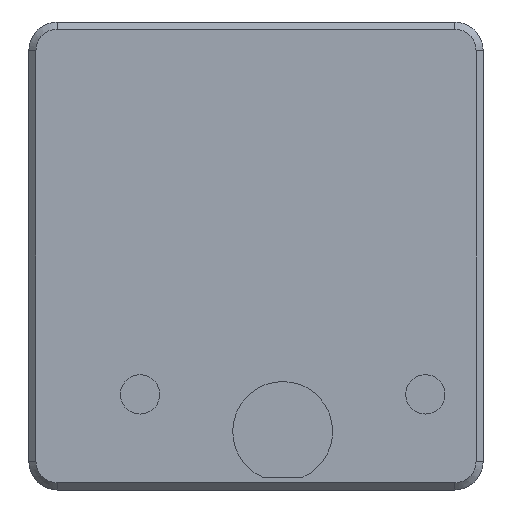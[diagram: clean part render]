
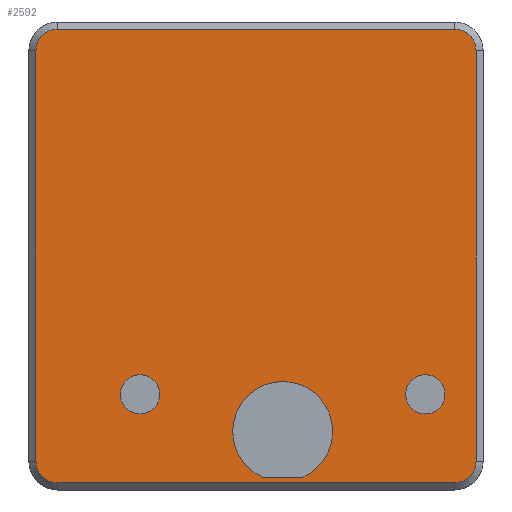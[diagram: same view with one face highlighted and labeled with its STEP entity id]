
A CAD part, left-side view. The second image highlights one B-rep face of the part: STEP entity #2592.
In plain terms, the highlighted planar face has unit normal (-1, 0, 0).
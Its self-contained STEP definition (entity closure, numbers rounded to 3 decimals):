
#102=FACE_BOUND('',#346,.T.);
#103=FACE_BOUND('',#347,.T.);
#104=FACE_BOUND('',#348,.T.);
#187=FACE_OUTER_BOUND('',#345,.T.);
#345=EDGE_LOOP('',(#2036,#2037,#2038,#2039,#2040,#2041,#2042,#2043));
#346=EDGE_LOOP('',(#2044,#2045));
#347=EDGE_LOOP('',(#2046));
#348=EDGE_LOOP('',(#2047));
#482=CIRCLE('',#2763,3.);
#485=CIRCLE('',#2768,3.);
#487=CIRCLE('',#2772,3.);
#488=CIRCLE('',#2775,3.);
#490=CIRCLE('',#2778,2.75);
#491=CIRCLE('',#2780,2.75);
#500=CIRCLE('',#2824,7.);
#600=LINE('',#3888,#840);
#635=LINE('',#4025,#875);
#639=LINE('',#4037,#879);
#645=LINE('',#4052,#885);
#647=LINE('',#4061,#887);
#840=VECTOR('',#3056,10.);
#875=VECTOR('',#3197,10.);
#879=VECTOR('',#3209,10.);
#885=VECTOR('',#3223,10.);
#887=VECTOR('',#3233,10.);
#1094=VERTEX_POINT('',#3885);
#1095=VERTEX_POINT('',#3887);
#1143=VERTEX_POINT('',#4022);
#1144=VERTEX_POINT('',#4024);
#1146=VERTEX_POINT('',#4030);
#1148=VERTEX_POINT('',#4036);
#1151=VERTEX_POINT('',#4043);
#1152=VERTEX_POINT('',#4048);
#1154=VERTEX_POINT('',#4054);
#1156=VERTEX_POINT('',#4060);
#1158=VERTEX_POINT('',#4069);
#1159=VERTEX_POINT('',#4073);
#1348=EDGE_CURVE('',#1095,#1094,#600,.T.);
#1415=EDGE_CURVE('',#1143,#1144,#635,.T.);
#1418=EDGE_CURVE('',#1144,#1146,#482,.T.);
#1421=EDGE_CURVE('',#1146,#1148,#639,.T.);
#1426=EDGE_CURVE('',#1148,#1151,#485,.T.);
#1429=EDGE_CURVE('',#1151,#1152,#645,.T.);
#1432=EDGE_CURVE('',#1152,#1154,#487,.T.);
#1433=EDGE_CURVE('',#1154,#1156,#647,.T.);
#1436=EDGE_CURVE('',#1156,#1143,#488,.T.);
#1438=EDGE_CURVE('',#1158,#1158,#490,.T.);
#1440=EDGE_CURVE('',#1159,#1159,#491,.T.);
#1496=EDGE_CURVE('',#1094,#1095,#500,.T.);
#2036=ORIENTED_EDGE('',*,*,#1436,.F.);
#2037=ORIENTED_EDGE('',*,*,#1433,.F.);
#2038=ORIENTED_EDGE('',*,*,#1432,.F.);
#2039=ORIENTED_EDGE('',*,*,#1429,.F.);
#2040=ORIENTED_EDGE('',*,*,#1426,.F.);
#2041=ORIENTED_EDGE('',*,*,#1421,.F.);
#2042=ORIENTED_EDGE('',*,*,#1418,.F.);
#2043=ORIENTED_EDGE('',*,*,#1415,.F.);
#2044=ORIENTED_EDGE('',*,*,#1348,.T.);
#2045=ORIENTED_EDGE('',*,*,#1496,.T.);
#2046=ORIENTED_EDGE('',*,*,#1438,.T.);
#2047=ORIENTED_EDGE('',*,*,#1440,.T.);
#2483=PLANE('',#2823);
#2592=ADVANCED_FACE('',(#187,#102,#103,#104),#2483,.F.);
#2763=AXIS2_PLACEMENT_3D('',#4031,#3202,#3203);
#2768=AXIS2_PLACEMENT_3D('',#4046,#3217,#3218);
#2772=AXIS2_PLACEMENT_3D('',#4058,#3229,#3230);
#2775=AXIS2_PLACEMENT_3D('',#4066,#3238,#3239);
#2778=AXIS2_PLACEMENT_3D('',#4070,#3244,#3245);
#2780=AXIS2_PLACEMENT_3D('',#4074,#3249,#3250);
#2823=AXIS2_PLACEMENT_3D('',#4184,#3382,#3383);
#2824=AXIS2_PLACEMENT_3D('',#4185,#3384,#3385);
#3056=DIRECTION('',(0.,1.,0.));
#3197=DIRECTION('',(0.,1.,0.));
#3202=DIRECTION('center_axis',(1.,0.,0.));
#3203=DIRECTION('ref_axis',(0.,0.707,-0.707));
#3209=DIRECTION('',(0.,0.,1.));
#3217=DIRECTION('center_axis',(1.,0.,0.));
#3218=DIRECTION('ref_axis',(0.,0.707,0.707));
#3223=DIRECTION('',(0.,-1.,0.));
#3229=DIRECTION('center_axis',(1.,0.,0.));
#3230=DIRECTION('ref_axis',(0.,-0.707,0.707));
#3233=DIRECTION('',(0.,0.,-1.));
#3238=DIRECTION('center_axis',(1.,0.,0.));
#3239=DIRECTION('ref_axis',(0.,-0.707,-0.707));
#3244=DIRECTION('center_axis',(1.,0.,0.));
#3245=DIRECTION('ref_axis',(0.,1.,0.));
#3249=DIRECTION('center_axis',(1.,0.,0.));
#3250=DIRECTION('ref_axis',(0.,1.,0.));
#3382=DIRECTION('center_axis',(1.,0.,0.));
#3383=DIRECTION('ref_axis',(0.,1.,0.));
#3384=DIRECTION('center_axis',(1.,0.,0.));
#3385=DIRECTION('ref_axis',(0.,1.,0.));
#3885=CARTESIAN_POINT('',(262.7,543.606,490.768));
#3887=CARTESIAN_POINT('',(262.7,537.943,490.768));
#3888=CARTESIAN_POINT('',(262.7,470.634,490.768));
#4022=CARTESIAN_POINT('',(262.7,516.676,489.968));
#4024=CARTESIAN_POINT('',(262.7,572.357,489.968));
#4025=CARTESIAN_POINT('',(262.7,457.001,489.968));
#4030=CARTESIAN_POINT('',(262.7,575.357,492.968));
#4031=CARTESIAN_POINT('Origin',(262.7,572.357,492.968));
#4036=CARTESIAN_POINT('',(262.7,575.357,550.568));
#4037=CARTESIAN_POINT('',(262.7,575.357,503.493));
#4043=CARTESIAN_POINT('',(262.7,572.357,553.568));
#4046=CARTESIAN_POINT('Origin',(262.7,572.357,550.568));
#4048=CARTESIAN_POINT('',(262.7,516.676,553.568));
#4052=CARTESIAN_POINT('',(262.7,485.841,553.568));
#4054=CARTESIAN_POINT('',(262.7,513.676,550.568));
#4058=CARTESIAN_POINT('Origin',(262.7,516.676,550.568));
#4060=CARTESIAN_POINT('',(262.7,513.676,492.968));
#4061=CARTESIAN_POINT('',(262.7,513.676,532.793));
#4066=CARTESIAN_POINT('Origin',(262.7,516.676,492.968));
#4069=CARTESIAN_POINT('',(262.7,558.024,502.369));
#4070=CARTESIAN_POINT('Origin',(262.7,560.774,502.369));
#4073=CARTESIAN_POINT('',(262.7,518.024,502.369));
#4074=CARTESIAN_POINT('Origin',(262.7,520.774,502.369));
#4184=CARTESIAN_POINT('Origin',(262.7,403.325,518.018));
#4185=CARTESIAN_POINT('Origin',(262.7,540.774,497.169));
